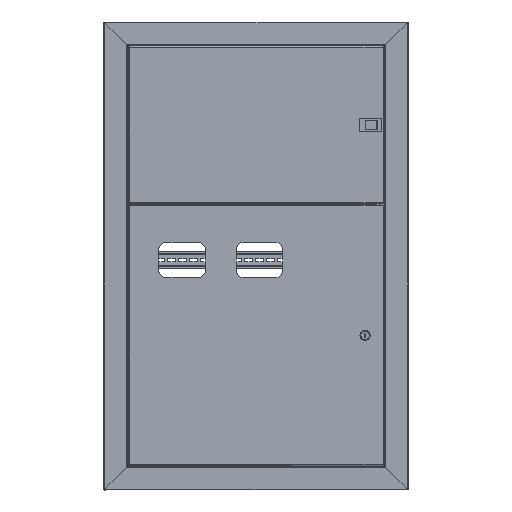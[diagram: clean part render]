
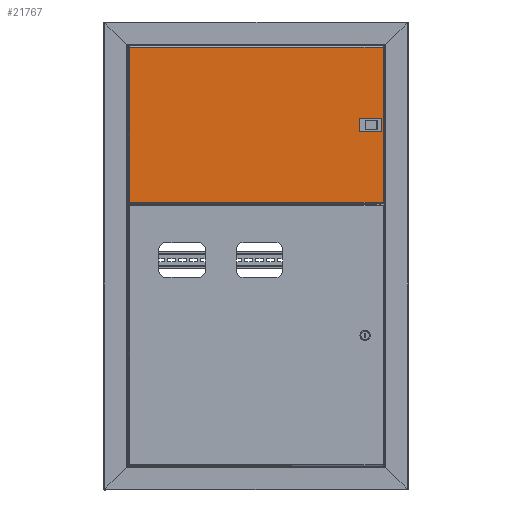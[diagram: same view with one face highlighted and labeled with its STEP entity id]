
A CAD part, top view. The second image highlights one B-rep face of the part: STEP entity #21767.
In plain terms, the highlighted planar face has unit normal (0, 0, 1).
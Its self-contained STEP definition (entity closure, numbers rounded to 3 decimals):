
#89 = VERTEX_POINT ( 'NONE', #15630 ) ;
#343 = LINE ( 'NONE', #12082, #708 ) ;
#601 = ORIENTED_EDGE ( 'NONE', *, *, #33386, .T. ) ;
#708 = VECTOR ( 'NONE', #23852, 1000. ) ;
#1187 = LINE ( 'NONE', #18536, #22389 ) ;
#1932 = VERTEX_POINT ( 'NONE', #24842 ) ;
#1943 = VECTOR ( 'NONE', #23795, 1000. ) ;
#2175 = VECTOR ( 'NONE', #9486, 1000. ) ;
#2243 = EDGE_CURVE ( 'NONE', #30185, #35938, #343, .T. ) ;
#2749 = EDGE_CURVE ( 'NONE', #5388, #22295, #8332, .T. ) ;
#3813 = ORIENTED_EDGE ( 'NONE', *, *, #22520, .T. ) ;
#5388 = VERTEX_POINT ( 'NONE', #23501 ) ;
#6382 = VECTOR ( 'NONE', #25892, 1000. ) ;
#8271 = ORIENTED_EDGE ( 'NONE', *, *, #28263, .F. ) ;
#8332 = LINE ( 'NONE', #34337, #6382 ) ;
#8730 = LINE ( 'NONE', #23576, #26946 ) ;
#9486 = DIRECTION ( 'NONE',  ( -1., 0., 0. ) ) ;
#11436 = EDGE_LOOP ( 'NONE', ( #19476, #35201, #601, #3813 ) ) ;
#12025 = CARTESIAN_POINT ( 'NONE',  ( 334.7, 0., 0. ) ) ;
#12082 = CARTESIAN_POINT ( 'NONE',  ( 155.2, 10., 0. ) ) ;
#12773 = VERTEX_POINT ( 'NONE', #18071 ) ;
#12931 = VERTEX_POINT ( 'NONE', #19957 ) ;
#13530 = DIRECTION ( 'NONE',  ( 0., -1., 0. ) ) ;
#15321 = EDGE_CURVE ( 'NONE', #1932, #12773, #26680, .T. ) ;
#15630 = CARTESIAN_POINT ( 'NONE',  ( 1.7, 1.7, 0. ) ) ;
#16493 = CARTESIAN_POINT ( 'NONE',  ( 155.2, 48.5, 0. ) ) ;
#16862 = CARTESIAN_POINT ( 'NONE',  ( 155.2, 48.5, 0. ) ) ;
#18071 = CARTESIAN_POINT ( 'NONE',  ( 334.7, 544., 0. ) ) ;
#18241 = EDGE_CURVE ( 'NONE', #35938, #5388, #1187, .T. ) ;
#18299 = CARTESIAN_POINT ( 'NONE',  ( 181.2, 10., 0. ) ) ;
#18536 = CARTESIAN_POINT ( 'NONE',  ( 181.2, 48.5, 0. ) ) ;
#18675 = FACE_BOUND ( 'NONE', #19360, .T. ) ;
#18866 = CARTESIAN_POINT ( 'NONE',  ( 0., 545.7, 0. ) ) ;
#18920 = LINE ( 'NONE', #31411, #34618 ) ;
#19360 = EDGE_LOOP ( 'NONE', ( #31657, #8271, #37449, #36467 ) ) ;
#19476 = ORIENTED_EDGE ( 'NONE', *, *, #27912, .T. ) ;
#19957 = CARTESIAN_POINT ( 'NONE',  ( 1.7, 544., 0. ) ) ;
#20608 = CARTESIAN_POINT ( 'NONE',  ( 155.2, 10., 0. ) ) ;
#21423 = DIRECTION ( 'NONE',  ( 0., 1., 0. ) ) ;
#21767 = ADVANCED_FACE ( 'NONE', ( #18675, #30398 ), #30981, .F. ) ;
#22295 = VERTEX_POINT ( 'NONE', #16862 ) ;
#22389 = VECTOR ( 'NONE', #21423, 1000. ) ;
#22520 = EDGE_CURVE ( 'NONE', #12931, #89, #18920, .T. ) ;
#23501 = CARTESIAN_POINT ( 'NONE',  ( 181.2, 48.5, 0. ) ) ;
#23576 = CARTESIAN_POINT ( 'NONE',  ( 1.7, 1.7, 0. ) ) ;
#23795 = DIRECTION ( 'NONE',  ( 0., 1., 0. ) ) ;
#23852 = DIRECTION ( 'NONE',  ( 1., 0., 0. ) ) ;
#24842 = CARTESIAN_POINT ( 'NONE',  ( 334.7, 1.7, 0. ) ) ;
#25154 = LINE ( 'NONE', #16493, #36656 ) ;
#25892 = DIRECTION ( 'NONE',  ( -1., 0., 0. ) ) ;
#26085 = AXIS2_PLACEMENT_3D ( 'NONE', #18866, #36922, #34049 ) ;
#26680 = LINE ( 'NONE', #12025, #1943 ) ;
#26946 = VECTOR ( 'NONE', #32199, 1000. ) ;
#27912 = EDGE_CURVE ( 'NONE', #89, #1932, #8730, .T. ) ;
#28234 = DIRECTION ( 'NONE',  ( 0., -1., 0. ) ) ;
#28263 = EDGE_CURVE ( 'NONE', #22295, #30185, #25154, .T. ) ;
#30185 = VERTEX_POINT ( 'NONE', #20608 ) ;
#30398 = FACE_OUTER_BOUND ( 'NONE', #11436, .T. ) ;
#30981 = PLANE ( 'NONE',  #26085 ) ;
#31411 = CARTESIAN_POINT ( 'NONE',  ( 1.7, 544.293, 0. ) ) ;
#31657 = ORIENTED_EDGE ( 'NONE', *, *, #2243, .F. ) ;
#32199 = DIRECTION ( 'NONE',  ( 1., 0., 0. ) ) ;
#33386 = EDGE_CURVE ( 'NONE', #12773, #12931, #35847, .T. ) ;
#34049 = DIRECTION ( 'NONE',  ( -1., 0., 0. ) ) ;
#34337 = CARTESIAN_POINT ( 'NONE',  ( 155.2, 48.5, 0. ) ) ;
#34618 = VECTOR ( 'NONE', #13530, 1000. ) ;
#35201 = ORIENTED_EDGE ( 'NONE', *, *, #15321, .T. ) ;
#35674 = CARTESIAN_POINT ( 'NONE',  ( 334.993, 544., 0. ) ) ;
#35847 = LINE ( 'NONE', #35674, #2175 ) ;
#35938 = VERTEX_POINT ( 'NONE', #18299 ) ;
#36467 = ORIENTED_EDGE ( 'NONE', *, *, #18241, .F. ) ;
#36656 = VECTOR ( 'NONE', #28234, 1000. ) ;
#36922 = DIRECTION ( 'NONE',  ( 0., 0., -1. ) ) ;
#37449 = ORIENTED_EDGE ( 'NONE', *, *, #2749, .F. ) ;
